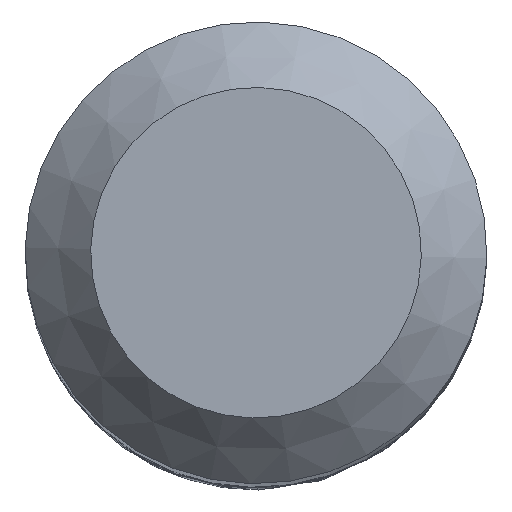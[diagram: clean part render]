
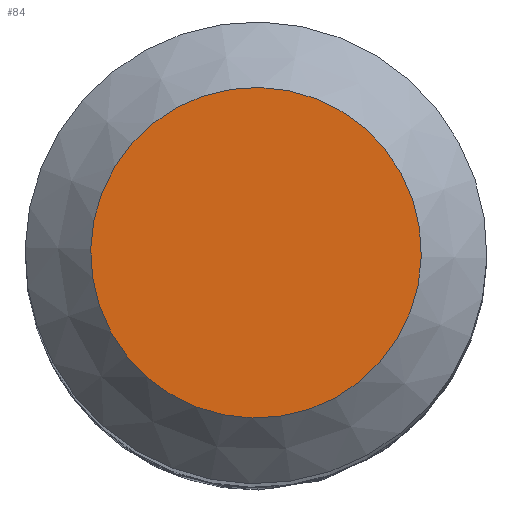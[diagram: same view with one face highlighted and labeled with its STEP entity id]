
A CAD part, top view. The second image highlights one B-rep face of the part: STEP entity #84.
In plain terms, the highlighted planar face has unit normal (0, 0, 1).
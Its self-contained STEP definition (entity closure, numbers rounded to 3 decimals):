
#84=ADVANCED_FACE('',(#100),#87,.F.);
#87=PLANE('',#345);
#100=FACE_OUTER_BOUND('',#122,.T.);
#122=EDGE_LOOP('',(#195));
#133=CIRCLE('',#343,3.58);
#195=ORIENTED_EDGE('',*,*,#260,.T.);
#226=VERTEX_POINT('',#1720);
#260=EDGE_CURVE('',#226,#226,#133,.T.);
#343=AXIS2_PLACEMENT_3D('',#1719,#403,#404);
#345=AXIS2_PLACEMENT_3D('',#1722,#407,#408);
#403=DIRECTION('',(0.,0.,1.));
#404=DIRECTION('',(1.,-0.023,0.));
#407=DIRECTION('',(0.,0.,-1.));
#408=DIRECTION('',(-1.,0.023,0.));
#1719=CARTESIAN_POINT('',(0.,0.,0.));
#1720=CARTESIAN_POINT('',(3.579,-0.084,0.));
#1722=CARTESIAN_POINT('',(0.084,3.579,0.));
